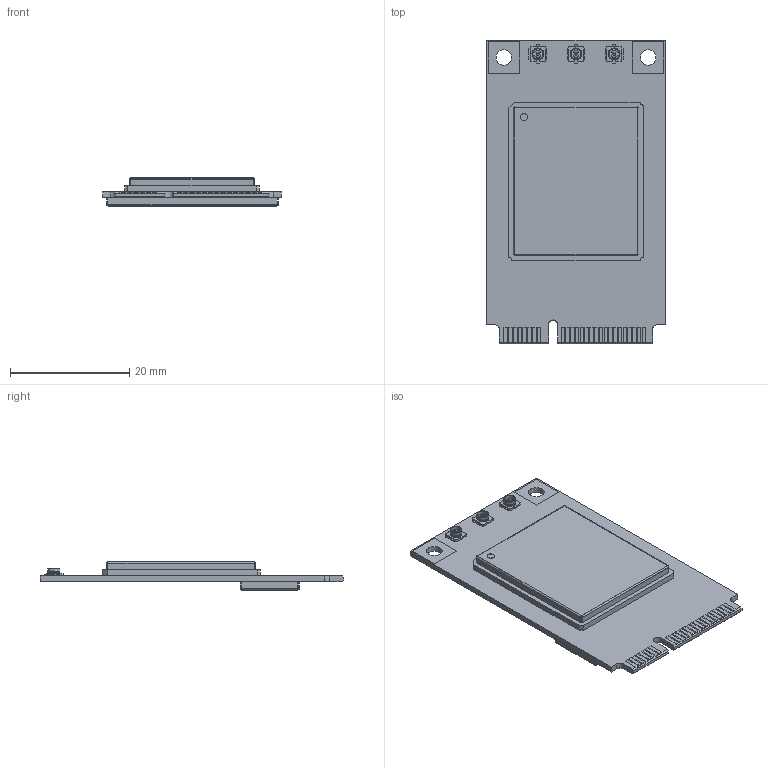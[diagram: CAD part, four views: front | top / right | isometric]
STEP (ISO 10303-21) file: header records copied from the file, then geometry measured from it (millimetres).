
FILE_DESCRIPTION (( 'STEP AP214' ), '1' );
FILE_NAME ('BG96 Mini PCIe.STEP', '2023-02-11T16:35:28', ( '' ), ( '' ), 'SwSTEP 2.0', 'SolidWorks 2021', '' );
FILE_SCHEMA (( 'AUTOMOTIVE_DESIGN' ));
Length unit declared in the file: millimetre
Products named in the file (4): BG96-mod; antenna jack; BG96 Mini PCIe - board; BG96 Mini PCIe
Assembly tree (5 placements, depth 2):
  BG96 Mini PCIe
    BG96 Mini PCIe - board
    antenna jack  x3
    BG96-mod
Bounding box: 30 x 50.95 x 4.7 mm (x, y, z)
Volume: 2252.6 mm3; surface area: 7180.5 mm2
Topology: 176 solids, 176 shells, 2186 faces, 4981 edges, 3250 vertices
Faces by surface type: plane 2013, cylinder 129, bspline 26, cone 18
Entity records: 54762 total; most frequent: CARTESIAN_POINT 9629, ORIENTED_EDGE 8702, DIRECTION 8331, EDGE_CURVE 4351, LINE 4211, VECTOR 4211, VERTEX_POINT 2846, EDGE_LOOP 2063
